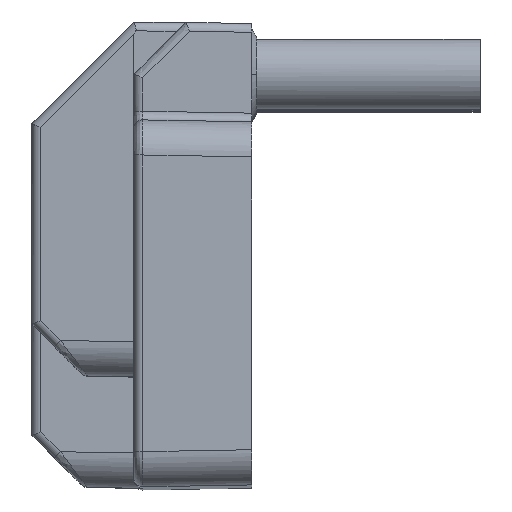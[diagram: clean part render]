
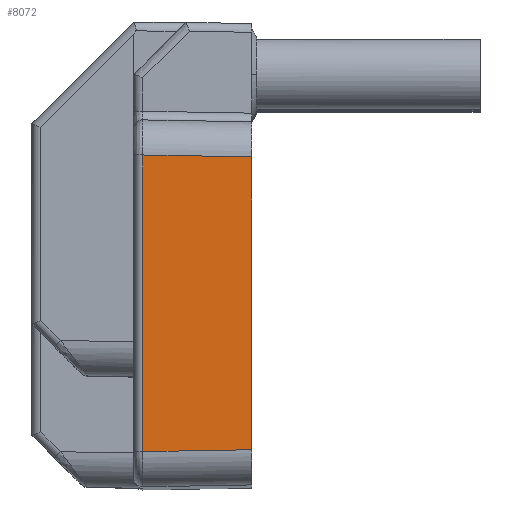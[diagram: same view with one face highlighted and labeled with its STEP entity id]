
A CAD part, top view. The second image highlights one B-rep face of the part: STEP entity #8072.
In plain terms, the highlighted planar face has unit normal (0.018, 0, 1).
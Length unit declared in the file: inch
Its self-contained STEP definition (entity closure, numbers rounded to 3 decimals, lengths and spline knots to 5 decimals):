
#1007 = DIRECTION ( 'NONE',  ( 0.017, 0., 1. ) ) ;
#1978 = CARTESIAN_POINT ( 'NONE',  ( -0.24375, -0.33234, 2.11776 ) ) ;
#2341 = FACE_OUTER_BOUND ( 'NONE', #14586, .T. ) ;
#3236 = DIRECTION ( 'NONE',  ( 0., -1., 0. ) ) ;
#3548 = ORIENTED_EDGE ( 'NONE', *, *, #4216, .T. ) ;
#4216 = EDGE_CURVE ( 'NONE', #13197, #16699, #15892, .T. ) ;
#4277 = CARTESIAN_POINT ( 'NONE',  ( 0., 0.32808, 2.11351 ) ) ;
#5325 = AXIS2_PLACEMENT_3D ( 'NONE', #9163, #1007, #15738 ) ;
#5512 = VERTEX_POINT ( 'NONE', #10901 ) ;
#6257 = CARTESIAN_POINT ( 'NONE',  ( -0.24564, 0.33237, 2.11779 ) ) ;
#6311 = VECTOR ( 'NONE', #3236, 39.37008 ) ;
#7057 = DIRECTION ( 'NONE',  ( 1., 0.017, -0.017 ) ) ;
#7070 = EDGE_CURVE ( 'NONE', #17570, #13197, #13524, .T. ) ;
#7312 = LINE ( 'NONE', #16711, #6311 ) ;
#7437 = VECTOR ( 'NONE', #10562, 39.37008 ) ;
#7465 = CARTESIAN_POINT ( 'NONE',  ( 0., -0.32808, 2.11351 ) ) ;
#8072 = ADVANCED_FACE ( 'NONE', ( #2341 ), #13341, .T. ) ;
#8606 = EDGE_CURVE ( 'NONE', #5512, #16699, #14402, .T. ) ;
#8969 = CARTESIAN_POINT ( 'NONE',  ( 0., 0.33633, 2.11351 ) ) ;
#9163 = CARTESIAN_POINT ( 'NONE',  ( 0., 0.33633, 2.11351 ) ) ;
#10562 = DIRECTION ( 'NONE',  ( 0., 1., 0. ) ) ;
#10632 = VECTOR ( 'NONE', #7057, 39.37008 ) ;
#10673 = ORIENTED_EDGE ( 'NONE', *, *, #15423, .T. ) ;
#10901 = CARTESIAN_POINT ( 'NONE',  ( -0.24375, 0.33234, 2.11776 ) ) ;
#13197 = VERTEX_POINT ( 'NONE', #7465 ) ;
#13341 = PLANE ( 'NONE',  #5325 ) ;
#13524 = LINE ( 'NONE', #16456, #10632 ) ;
#14402 = LINE ( 'NONE', #6257, #17242 ) ;
#14586 = EDGE_LOOP ( 'NONE', ( #17283, #3548, #14881, #10673 ) ) ;
#14881 = ORIENTED_EDGE ( 'NONE', *, *, #8606, .F. ) ;
#15423 = EDGE_CURVE ( 'NONE', #5512, #17570, #7312, .T. ) ;
#15738 = DIRECTION ( 'NONE',  ( 1., 0., -0.017 ) ) ;
#15892 = LINE ( 'NONE', #8969, #7437 ) ;
#16456 = CARTESIAN_POINT ( 'NONE',  ( -0.24375, -0.33234, 2.11776 ) ) ;
#16699 = VERTEX_POINT ( 'NONE', #4277 ) ;
#16711 = CARTESIAN_POINT ( 'NONE',  ( -0.24375, 0.33633, 2.11776 ) ) ;
#16904 = DIRECTION ( 'NONE',  ( 1., -0.017, -0.017 ) ) ;
#17242 = VECTOR ( 'NONE', #16904, 39.37008 ) ;
#17283 = ORIENTED_EDGE ( 'NONE', *, *, #7070, .T. ) ;
#17570 = VERTEX_POINT ( 'NONE', #1978 ) ;
